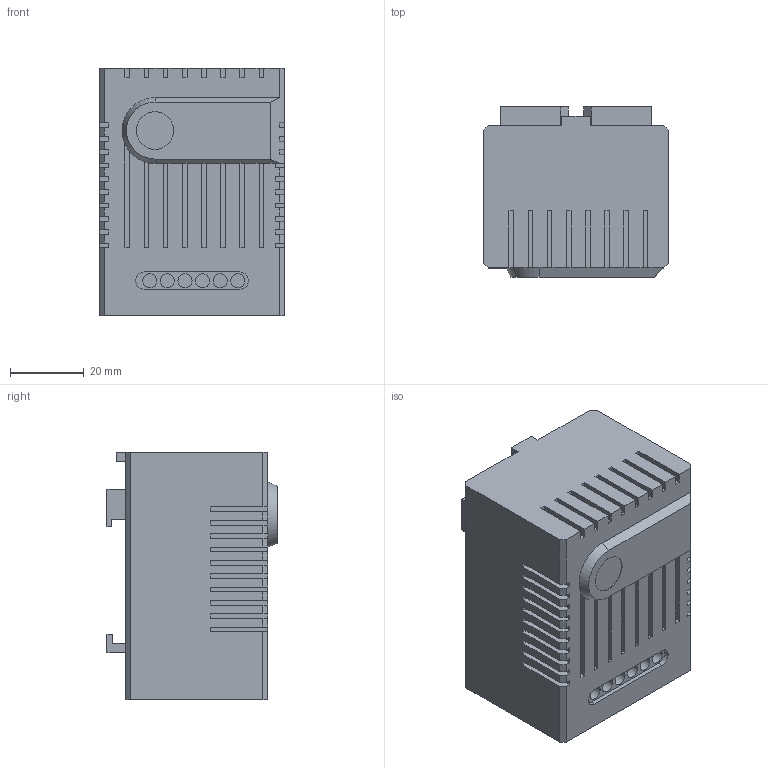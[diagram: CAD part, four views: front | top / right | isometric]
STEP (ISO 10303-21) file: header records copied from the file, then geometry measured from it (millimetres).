
FILE_DESCRIPTION(('starvars output'),'2;1');
FILE_NAME('cv20170907134430000054254.stp','13:44:30 2017/09/07',( 'Thomas Industrial Network Germany GmbH'),( 'Thomas Industrial Network Germany GmbH'),'unknown preprocess','ACIS' ,'unknown authorization');
FILE_SCHEMA(('AUTOMOTIVE_DESIGN_CC2 {UNKNOWN IMPLEMENTATION LEVEL}'));
Length unit declared in the file: millimetre
Products named in the file (1): PRODUCT_ID_1
Bounding box: 50 x 46 x 67 mm (x, y, z)
Volume: 128112.5 mm3; surface area: 20546.5 mm2
Topology: 1 solids, 1 shells, 275 faces, 748 edges, 493 vertices
Faces by surface type: plane 246, cylinder 28, cone 1
Entity records: 10155 total; most frequent: ORIENTED_EDGE 1496, CARTESIAN_POINT 1371, DIRECTION 1139, EDGE_CURVE 748, VECTOR 617, LINE 617, VERTEX_POINT 493, EDGE_LOOP 293
